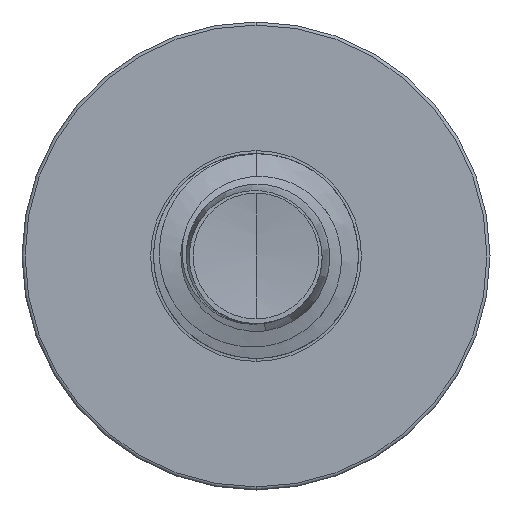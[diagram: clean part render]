
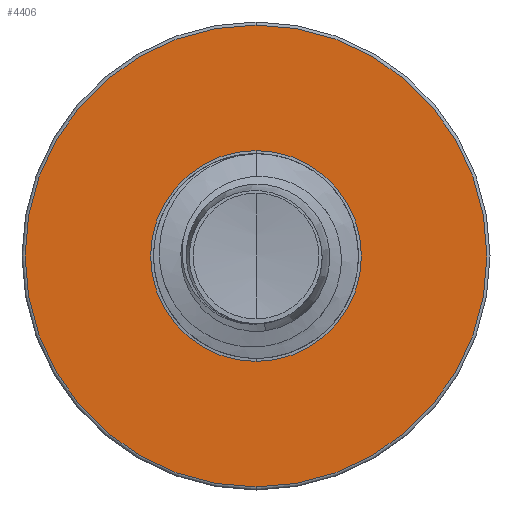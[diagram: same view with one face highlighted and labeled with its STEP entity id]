
A CAD part, front view. The second image highlights one B-rep face of the part: STEP entity #4406.
In plain terms, the highlighted planar face has unit normal (0, -1, 0).
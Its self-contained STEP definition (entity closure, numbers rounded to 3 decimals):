
#863 = DIRECTION ( 'NONE',  ( 0., 1., 0. ) ) ;
#1134 = EDGE_CURVE ( 'NONE', #4724, #8704, #8236, .T. ) ;
#2137 = FACE_BOUND ( 'NONE', #9725, .T. ) ;
#2272 = VERTEX_POINT ( 'NONE', #9548 ) ;
#2363 = AXIS2_PLACEMENT_3D ( 'NONE', #3309, #3305, #3291 ) ;
#2736 = CIRCLE ( 'NONE', #2363, 1.579 ) ;
#2788 = AXIS2_PLACEMENT_3D ( 'NONE', #12102, #12067, #12032 ) ;
#2878 = AXIS2_PLACEMENT_3D ( 'NONE', #12525, #9945, #9960 ) ;
#2888 = ORIENTED_EDGE ( 'NONE', *, *, #7923, .T. ) ;
#3291 = DIRECTION ( 'NONE',  ( 0., 0., 1. ) ) ;
#3305 = DIRECTION ( 'NONE',  ( 0., 1., 0. ) ) ;
#3309 = CARTESIAN_POINT ( 'NONE',  ( 0., 3., 0. ) ) ;
#3908 = EDGE_CURVE ( 'NONE', #2272, #8831, #2736, .T. ) ;
#4406 = ADVANCED_FACE ( 'NONE', ( #5864, #2137 ), #9931, .F. ) ;
#4724 = VERTEX_POINT ( 'NONE', #8355 ) ;
#5473 = CARTESIAN_POINT ( 'NONE',  ( 0., 3., -1.579 ) ) ;
#5641 = DIRECTION ( 'NONE',  ( 0., 1., 0. ) ) ;
#5864 = FACE_OUTER_BOUND ( 'NONE', #9948, .T. ) ;
#6657 = AXIS2_PLACEMENT_3D ( 'NONE', #11587, #5641, #12541 ) ;
#7690 = CARTESIAN_POINT ( 'NONE',  ( 0., 3., 0. ) ) ;
#7923 = EDGE_CURVE ( 'NONE', #8704, #4724, #9918, .T. ) ;
#7947 = EDGE_CURVE ( 'NONE', #8831, #2272, #9607, .T. ) ;
#8236 = CIRCLE ( 'NONE', #2788, 0.721 ) ;
#8355 = CARTESIAN_POINT ( 'NONE',  ( 0., 3., -0.721 ) ) ;
#8704 = VERTEX_POINT ( 'NONE', #9579 ) ;
#8709 = DIRECTION ( 'NONE',  ( 0., 0., 1. ) ) ;
#8831 = VERTEX_POINT ( 'NONE', #5473 ) ;
#9304 = AXIS2_PLACEMENT_3D ( 'NONE', #7690, #863, #8709 ) ;
#9548 = CARTESIAN_POINT ( 'NONE',  ( 0., 3., 1.579 ) ) ;
#9579 = CARTESIAN_POINT ( 'NONE',  ( 0., 3., 0.721 ) ) ;
#9607 = CIRCLE ( 'NONE', #9304, 1.579 ) ;
#9725 = EDGE_LOOP ( 'NONE', ( #2888, #13740 ) ) ;
#9918 = CIRCLE ( 'NONE', #6657, 0.721 ) ;
#9931 = PLANE ( 'NONE',  #2878 ) ;
#9945 = DIRECTION ( 'NONE',  ( 0., 1., 0. ) ) ;
#9948 = EDGE_LOOP ( 'NONE', ( #12866, #10074 ) ) ;
#9960 = DIRECTION ( 'NONE',  ( 0., 0., 1. ) ) ;
#10074 = ORIENTED_EDGE ( 'NONE', *, *, #7947, .F. ) ;
#11587 = CARTESIAN_POINT ( 'NONE',  ( 0., 3., 0. ) ) ;
#12032 = DIRECTION ( 'NONE',  ( 0., 0., 1. ) ) ;
#12067 = DIRECTION ( 'NONE',  ( 0., 1., 0. ) ) ;
#12102 = CARTESIAN_POINT ( 'NONE',  ( 0., 3., 0. ) ) ;
#12525 = CARTESIAN_POINT ( 'NONE',  ( 0., 3., -0.721 ) ) ;
#12541 = DIRECTION ( 'NONE',  ( 0., 0., 1. ) ) ;
#12866 = ORIENTED_EDGE ( 'NONE', *, *, #3908, .F. ) ;
#13740 = ORIENTED_EDGE ( 'NONE', *, *, #1134, .T. ) ;
